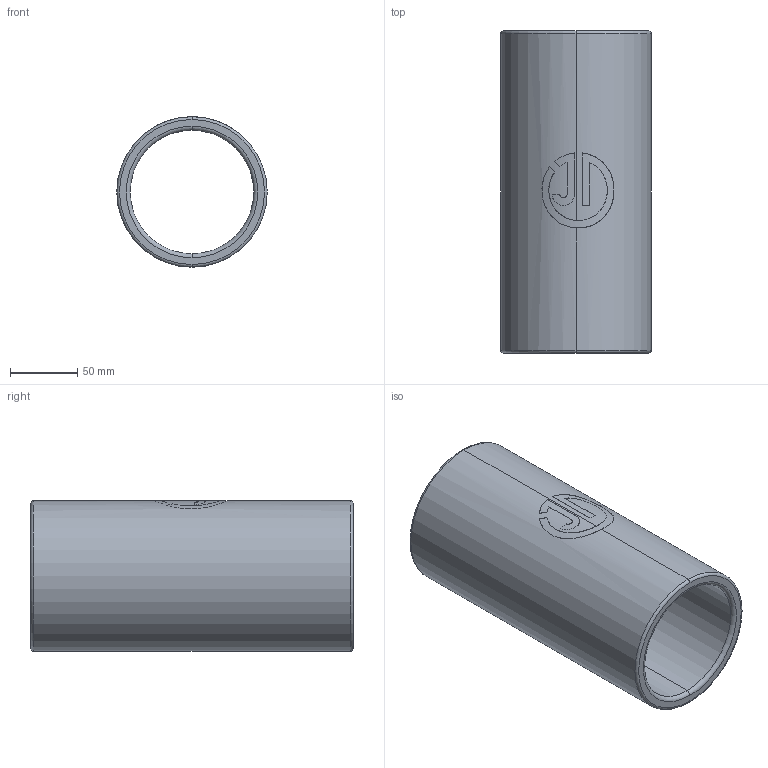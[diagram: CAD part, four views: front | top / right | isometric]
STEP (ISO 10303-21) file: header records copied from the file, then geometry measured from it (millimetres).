
FILE_DESCRIPTION (( 'STEP AP214' ), '1' );
FILE_NAME ('686QM-D80-L240.STEP', '2021-10-28T02:32:11', ( '' ), ( '' ), 'SwSTEP 2.0', 'SolidWorks 2016', '' );
FILE_SCHEMA (( 'AUTOMOTIVE_DESIGN' ));
Length unit declared in the file: millimetre
Products named in the file (2): 686QM-D80-L240
Bounding box: 112 x 240 x 112 mm (x, y, z)
Volume: 767156.9 mm3; surface area: 158930.7 mm2
Topology: 1 solids, 1 shells, 32 faces, 77 edges, 48 vertices
Faces by surface type: torus 8, plane 8, bspline 8, cylinder 6, cone 2
Entity records: 3181 total; most frequent: CARTESIAN_POINT 2440, ORIENTED_EDGE 154, DIRECTION 129, EDGE_CURVE 77, AXIS2_PLACEMENT_3D 56, VERTEX_POINT 48, EDGE_LOOP 35, FACE_OUTER_BOUND 32
